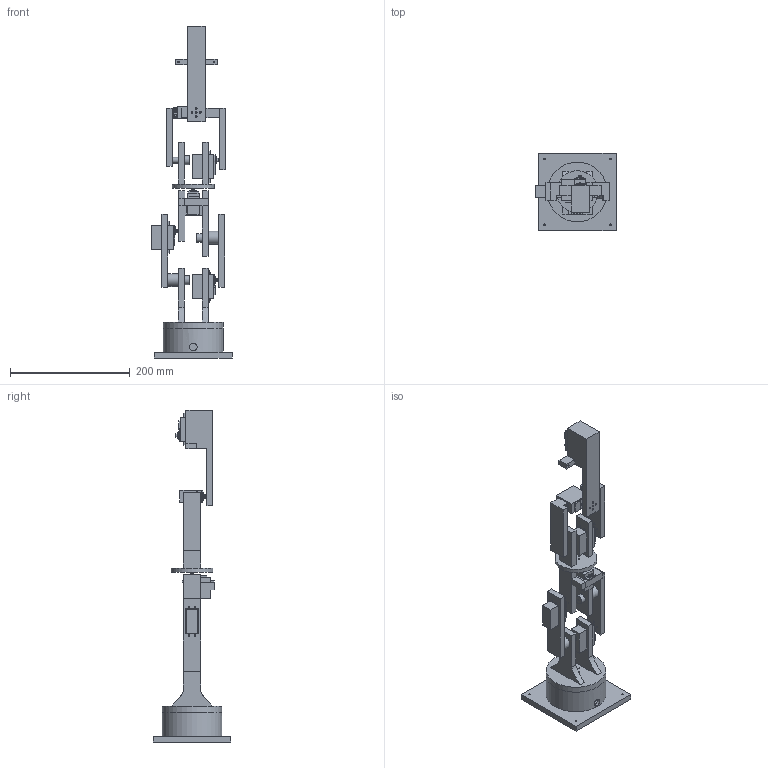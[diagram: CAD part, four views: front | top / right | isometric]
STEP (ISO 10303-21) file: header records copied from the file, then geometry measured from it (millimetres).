
FILE_DESCRIPTION(/* description */ (''),/* implementation_level */ '2;1');
FILE_NAME(/* name */ 'hand_dummy.step',/* time_stamp */ '2025-05-11T16:09:12+09:00',/* author */ (''),/* organization */ (''),/* preprocessor_version */ 'ST-DEVELOPER v20.1',/* originating_system */ 'Autodesk Translation Framework v14.4.0.0',/* authorisation */ '');
FILE_SCHEMA (('AUTOMOTIVE_DESIGN { 1 0 10303 214 3 1 1 }'));
Length unit declared in the file: millimetre
Products named in the file (19): hand_dummy; arm5; MG995 Servo v6; arm4; arm3; arm2; MG995 Servo v6_1; cover; arm1; stand; base; MG995 Servo v6_2; MG995 Servo v6_3; cover_1; MG995 Servo v6_4; MG995 Servo; Exports; cover_2; servo_horn
Assembly tree (28 placements, depth 10):
  hand_dummy
    arm5
      servo_horn
      MG995 Servo v6
        MG995 Servo
      arm4
        servo_horn  x2
        arm3
          arm2
            MG995 Servo v6_1
              MG995 Servo
            cover
              arm1
                servo_horn  x2
                stand
                  servo_horn
                  base
                  MG995 Servo v6_2
                MG995 Servo v6_3
                  MG995 Servo
            cover_1
            servo_horn
          MG995 Servo v6_4
            MG995 Servo
            Exports
        cover_2
Bounding box: 134.2 x 130 x 555 mm (x, y, z)
Volume: 919329.7 mm3; surface area: 268434.8 mm2
Topology: 21 solids, 21 shells, 569 faces, 1344 edges, 886 vertices
Faces by surface type: plane 407, cylinder 158, bspline 4
Full cylindrical faces by diameter (mm): 2 x8, 2.075 x2, 2.5 x2, 2.529 x22, 2.8 x7, 3 x31, 3.2 x5, 3.9 x24, 4.5 x6, 5 x1, 5.8 x6, 9.5 x3, 10 x3, 11.2 x6, 12 x3, 12.7 x6, 13 x1, 14.5 x3, 21 x1, 22 x1, 25 x1, 70 x1, 90 x1, 100 x2
Entity records: 11961 total; most frequent: CARTESIAN_POINT 2211, DIRECTION 1952, ORIENTED_EDGE 1792, EDGE_CURVE 896, LINE 656, VECTOR 656, AXIS2_PLACEMENT_3D 648, VERTEX_POINT 594
